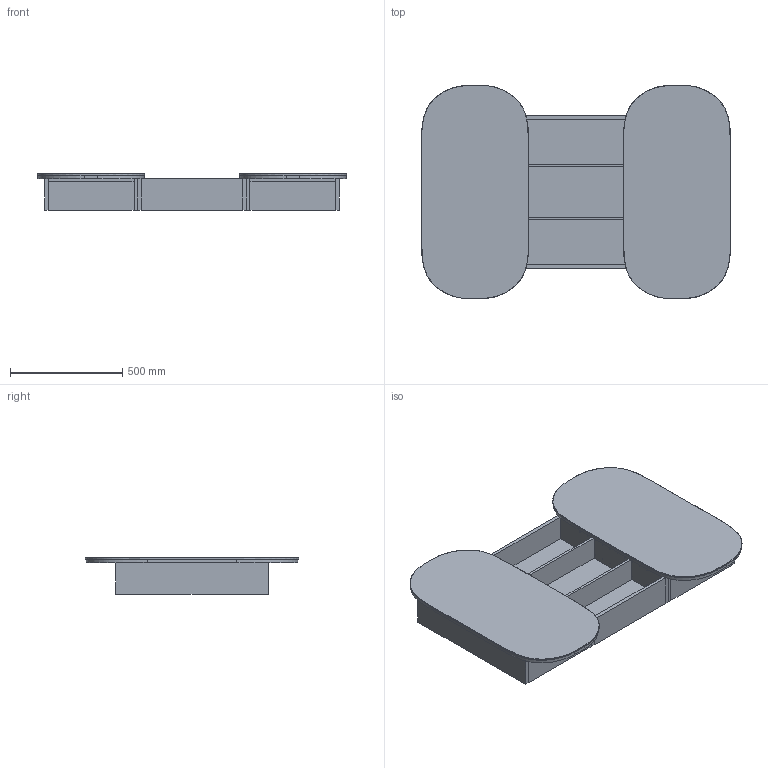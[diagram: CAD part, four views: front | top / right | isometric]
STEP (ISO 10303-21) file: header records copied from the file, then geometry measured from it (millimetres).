
FILE_DESCRIPTION((''),'2;1');
FILE_NAME('KADO_LUSSI_MIRROR_CAB_485_SHELF_ASM','2020-10-27T15:48:11',('ipelchen'),(''),'CREO PARAMETRIC BY PTC INC, 2018190','CREO PARAMETRIC BY PTC INC, 2018190','');
FILE_SCHEMA(('CONFIG_CONTROL_DESIGN'));
Length unit declared in the file: millimetre
Products named in the file (14): KADO_LUSSI_MIRROR_GLASS_A; KADO_LUSSI_MIRROR_CABINET_A; KADO_LUSSI_MIRROR_SUB_01_A; POWER_SOCKET; KADO_LUSSI_MIRROR_CAB_SHELF_1_A; CABTOP; CABBOTTOM; KADO_LUSSI_MIRROR_CAB_LH_ASM; 485_SHELF_BODY_A; 485_SHELF_SOLIDSURFACE_A; ALUMINIUM_SPLIT_BATTEN; PRT0001; KADO_LUSSI_SHELVING_485_A_ASM; KADO_LUSSI_MIRROR_CAB_485_SHELF_ASM
Assembly tree (20 placements, depth 3):
  KADO_LUSSI_MIRROR_CAB_485_SHELF_ASM
    KADO_LUSSI_MIRROR_CAB_LH_ASM  x2
      KADO_LUSSI_MIRROR_GLASS_A
      KADO_LUSSI_MIRROR_CABINET_A
      KADO_LUSSI_MIRROR_SUB_01_A
      POWER_SOCKET
      KADO_LUSSI_MIRROR_CAB_SHELF_1_A
      CABTOP
      CABBOTTOM
    KADO_LUSSI_SHELVING_485_A_ASM
      485_SHELF_BODY_A
      485_SHELF_SOLIDSURFACE_A  x2
      ALUMINIUM_SPLIT_BATTEN  x2
      PRT0001  x2
Bounding box: 1380 x 950 x 162 mm (x, y, z)
Volume: 50982901.3 mm3; surface area: 8066229.3 mm2
Topology: 27 solids, 27 shells, 832 faces, 1816 edges, 1168 vertices
Faces by surface type: cylinder 400, plane 368, bspline 24, sphere 20, extrusion 16, torus 4
Entity records: 14544 total; most frequent: CARTESIAN_POINT 3548, DIRECTION 2424, ORIENTED_EDGE 2020, EDGE_CURVE 1010, AXIS2_PLACEMENT_3D 957, VERTEX_POINT 652, EDGE_LOOP 596, VECTOR 510
